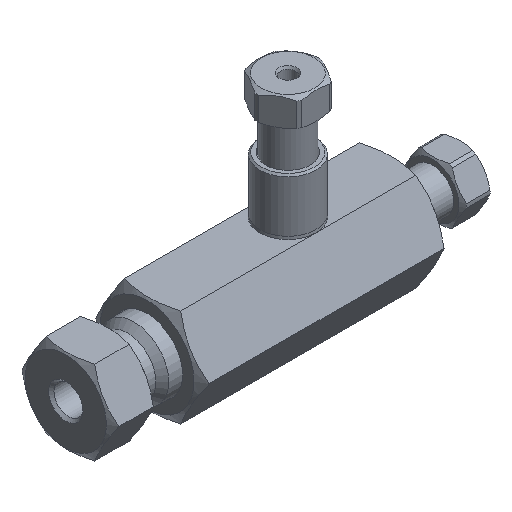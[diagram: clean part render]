
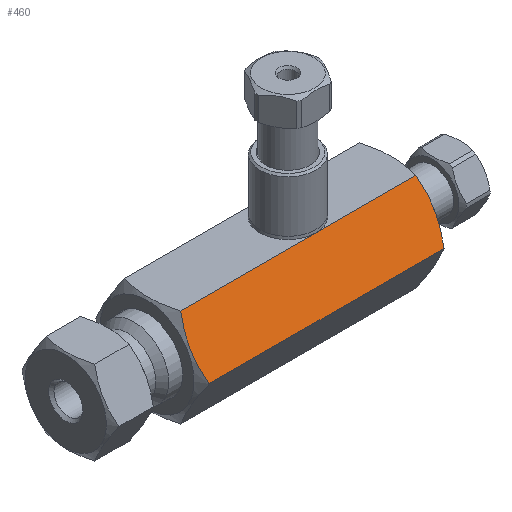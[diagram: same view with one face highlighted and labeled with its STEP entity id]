
A CAD part, isometric view. The second image highlights one B-rep face of the part: STEP entity #460.
In plain terms, the highlighted planar face has unit normal (0, -0.866, 0.5).
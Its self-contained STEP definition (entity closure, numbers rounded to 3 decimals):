
#213=CARTESIAN_POINT('',(0.625,-6.416,0.));
#214=VERTEX_POINT('',#213);
#228=CARTESIAN_POINT('',(0.625,-3.208,5.556));
#229=VERTEX_POINT('',#228);
#230=CARTESIAN_POINT('',(0.625,-6.416,0.));
#231=CARTESIAN_POINT('',(-0.301,-4.812,2.778));
#232=CARTESIAN_POINT('',(0.625,-3.208,5.556));
#240=(BOUNDED_CURVE()B_SPLINE_CURVE(2,(#230,#231,#232),.UNSPECIFIED.,.F.,.U.)B_SPLINE_CURVE_WITH_KNOTS((3,3),(0.,0.649),.UNSPECIFIED.)CURVE()GEOMETRIC_REPRESENTATION_ITEM()RATIONAL_B_SPLINE_CURVE((1.,1.155,1.))REPRESENTATION_ITEM(''));
#241=EDGE_CURVE('',#214,#229,#240,.T.);
#332=CARTESIAN_POINT('',(27.315,-3.208,5.556));
#333=VERTEX_POINT('',#332);
#334=CARTESIAN_POINT('',(27.315,-3.208,5.556));
#335=DIRECTION('',(-1.0,0.0,0.0));
#336=VECTOR('',#335,26.691);
#337=LINE('',#334,#336);
#338=EDGE_CURVE('',#333,#229,#337,.T.);
#430=CARTESIAN_POINT('',(0.0,-0.312,10.572));
#431=DIRECTION('',(0.0,0.866,-0.5));
#432=DIRECTION('',(1.0,0.0,0.0));
#433=AXIS2_PLACEMENT_3D('',#430,#431,#432);
#434=PLANE('',#433);
#435=CARTESIAN_POINT('',(27.315,-6.416,0.));
#436=VERTEX_POINT('',#435);
#437=CARTESIAN_POINT('',(27.315,-6.416,0.));
#438=DIRECTION('',(-1.0,0.0,0.0));
#439=VECTOR('',#438,26.691);
#440=LINE('',#437,#439);
#441=EDGE_CURVE('',#436,#214,#440,.T.);
#442=ORIENTED_EDGE('',*,*,#441,.F.);
#443=CARTESIAN_POINT('',(27.315,-3.208,5.556));
#444=CARTESIAN_POINT('',(28.241,-4.812,2.778));
#445=CARTESIAN_POINT('',(27.315,-6.416,0.));
#453=(BOUNDED_CURVE()B_SPLINE_CURVE(2,(#443,#444,#445),.UNSPECIFIED.,.F.,.U.)B_SPLINE_CURVE_WITH_KNOTS((3,3),(0.,0.649),.UNSPECIFIED.)CURVE()GEOMETRIC_REPRESENTATION_ITEM()RATIONAL_B_SPLINE_CURVE((1.,1.155,1.))REPRESENTATION_ITEM(''));
#454=EDGE_CURVE('',#333,#436,#453,.T.);
#455=ORIENTED_EDGE('',*,*,#454,.F.);
#456=ORIENTED_EDGE('',*,*,#338,.T.);
#457=ORIENTED_EDGE('',*,*,#241,.F.);
#458=EDGE_LOOP('',(#442,#455,#456,#457));
#459=FACE_OUTER_BOUND('',#458,.T.);
#460=ADVANCED_FACE('',(#459),#434,.F.);
